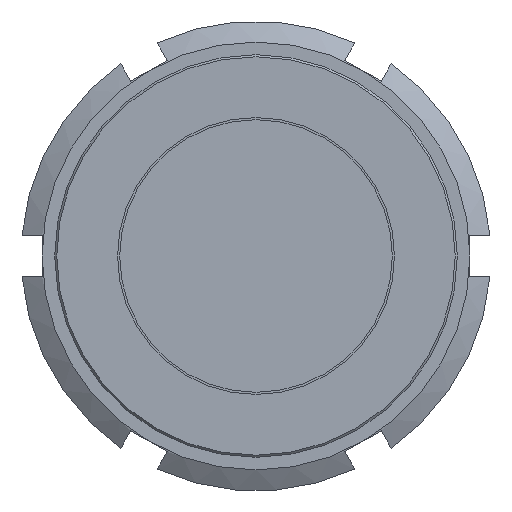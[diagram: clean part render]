
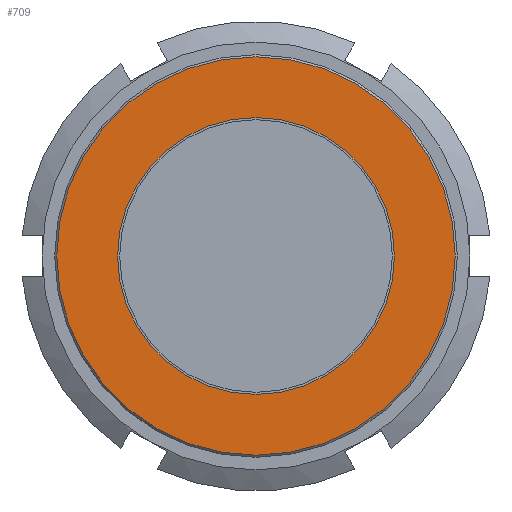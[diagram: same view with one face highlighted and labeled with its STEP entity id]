
A CAD part, left-side view. The second image highlights one B-rep face of the part: STEP entity #709.
In plain terms, the highlighted planar face has unit normal (-1, 0, 0).
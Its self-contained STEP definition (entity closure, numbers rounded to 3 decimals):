
#678=CARTESIAN_POINT('',(-49.,33.,0.));
#679=VERTEX_POINT('',#678);
#680=CARTESIAN_POINT('',(-49.,0.,0.));
#681=DIRECTION('',(-1.0,0.0,0.0));
#682=DIRECTION('',(0.0,1.0,0.0));
#683=AXIS2_PLACEMENT_3D('',#680,#681,#682);
#684=CIRCLE('',#683,33.);
#685=EDGE_CURVE('',#679,#679,#684,.T.);
#690=CARTESIAN_POINT('',(-49.,40.25,0.));
#691=DIRECTION('',(-1.0,0.0,0.0));
#692=DIRECTION('',(0.0,0.0,1.0));
#693=AXIS2_PLACEMENT_3D('',#690,#691,#692);
#694=PLANE('',#693);
#695=CARTESIAN_POINT('',(-49.,47.5,0.));
#696=VERTEX_POINT('',#695);
#697=CARTESIAN_POINT('',(-49.,0.,0.));
#698=DIRECTION('',(-1.0,0.0,0.0));
#699=DIRECTION('',(0.0,1.0,0.0));
#700=AXIS2_PLACEMENT_3D('',#697,#698,#699);
#701=CIRCLE('',#700,47.5);
#702=EDGE_CURVE('',#696,#696,#701,.T.);
#703=ORIENTED_EDGE('',*,*,#702,.T.);
#704=EDGE_LOOP('',(#703));
#705=FACE_OUTER_BOUND('',#704,.T.);
#706=ORIENTED_EDGE('',*,*,#685,.F.);
#707=EDGE_LOOP('',(#706));
#708=FACE_BOUND('',#707,.T.);
#709=ADVANCED_FACE('',(#705,#708),#694,.T.);
